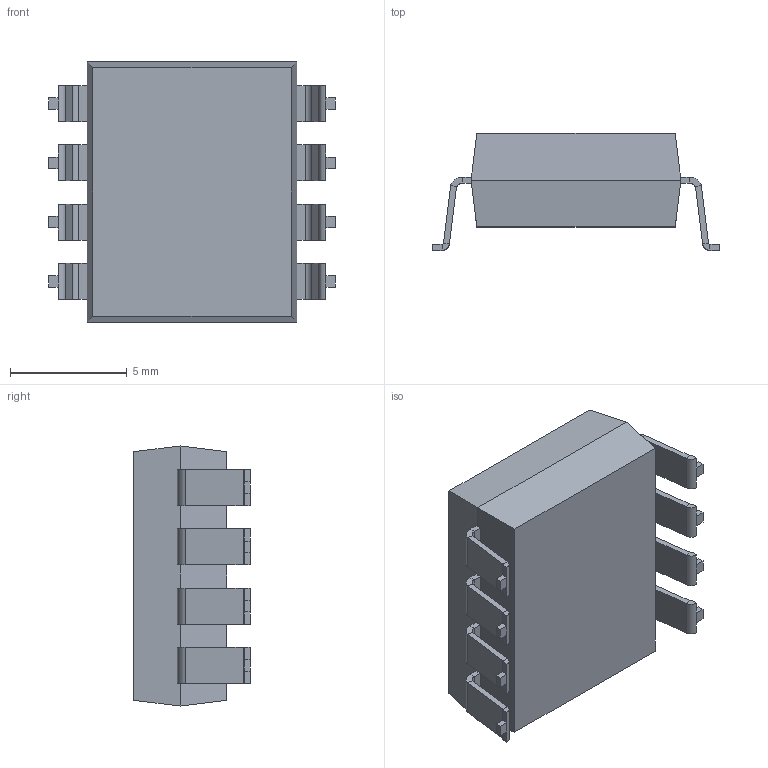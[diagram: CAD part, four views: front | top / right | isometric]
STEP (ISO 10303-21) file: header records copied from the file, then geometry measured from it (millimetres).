
FILE_DESCRIPTION (( 'STEP AP214' ), '1' );
FILE_NAME ('HCPL-3120.STEP', '2023-08-07T10:46:02', ( '' ), ( '' ), 'SwSTEP 2.0', 'SolidWorks 2021', '' );
FILE_SCHEMA (( 'AUTOMOTIVE_DESIGN' ));
Length unit declared in the file: millimetre
Products named in the file (1): HCPL-3120
Bounding box: 12.3 x 5 x 11.15 mm (x, y, z)
Volume: 393.2 mm3; surface area: 454.6 mm2
Topology: 1 solids, 1 shells, 448 faces, 1187 edges, 753 vertices
Faces by surface type: plane 330, bspline 92, cylinder 26
Entity records: 20098 total; most frequent: CARTESIAN_POINT 4772, ORIENTED_EDGE 2374, DIRECTION 1800, EDGE_CURVE 1187, LINE 950, VECTOR 950, VERTEX_POINT 753, EDGE_LOOP 460
